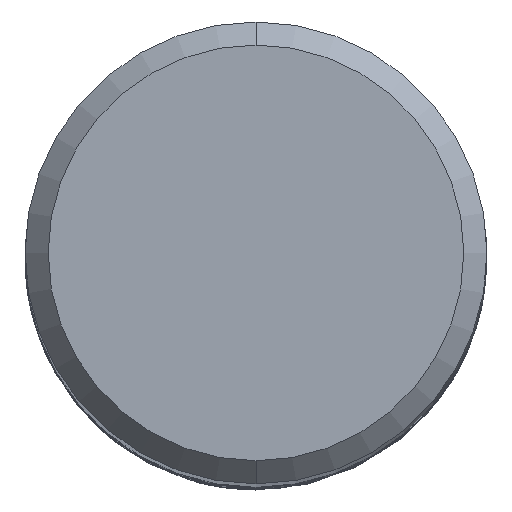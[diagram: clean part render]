
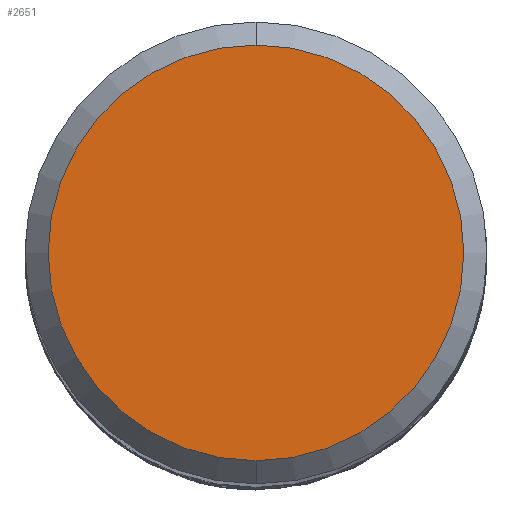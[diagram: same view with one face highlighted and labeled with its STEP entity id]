
A CAD part, top view. The second image highlights one B-rep face of the part: STEP entity #2651.
In plain terms, the highlighted planar face has unit normal (0, 0, 1).
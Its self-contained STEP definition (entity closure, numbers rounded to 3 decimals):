
#979=EDGE_CURVE('',#2053,#2043,#2847,.T.);
#2043=VERTEX_POINT('',#4002);
#2053=VERTEX_POINT('',#4014);
#2191=EDGE_CURVE('',#2043,#2053,#4165,.T.);
#2651=ADVANCED_FACE('',(#4665),#4666,.T.);
#2847=CIRCLE('',#4889,5.4);
#4002=CARTESIAN_POINT('',(0.0,5.4,0.0));
#4014=CARTESIAN_POINT('',(0.,-5.4,0.0));
#4165=CIRCLE('',#22639,5.4);
#4665=FACE_OUTER_BOUND('',#29668,.T.);
#4666=PLANE('',#29669);
#4889=AXIS2_PLACEMENT_3D('',#31001,#31002,#31003);
#22639=AXIS2_PLACEMENT_3D('',#32300,#32301,#32302);
#29668=EDGE_LOOP('',(#32838,#32839));
#29669=AXIS2_PLACEMENT_3D('',#32840,#32841,#32842);
#31001=CARTESIAN_POINT('',(0.0,0.0,0.0));
#31002=DIRECTION('',(0.0,0.0,-1.0));
#31003=DIRECTION('',(0.0,1.0,0.0));
#32300=CARTESIAN_POINT('',(0.0,0.0,0.0));
#32301=DIRECTION('',(0.0,0.0,-1.0));
#32302=DIRECTION('',(0.0,1.0,0.0));
#32838=ORIENTED_EDGE('',*,*,#2191,.F.);
#32839=ORIENTED_EDGE('',*,*,#979,.F.);
#32840=CARTESIAN_POINT('',(0.0,2.7,0.0));
#32841=DIRECTION('',(-0.0,0.0,1.0));
#32842=DIRECTION('',(0.0,-1.0,0.0));
